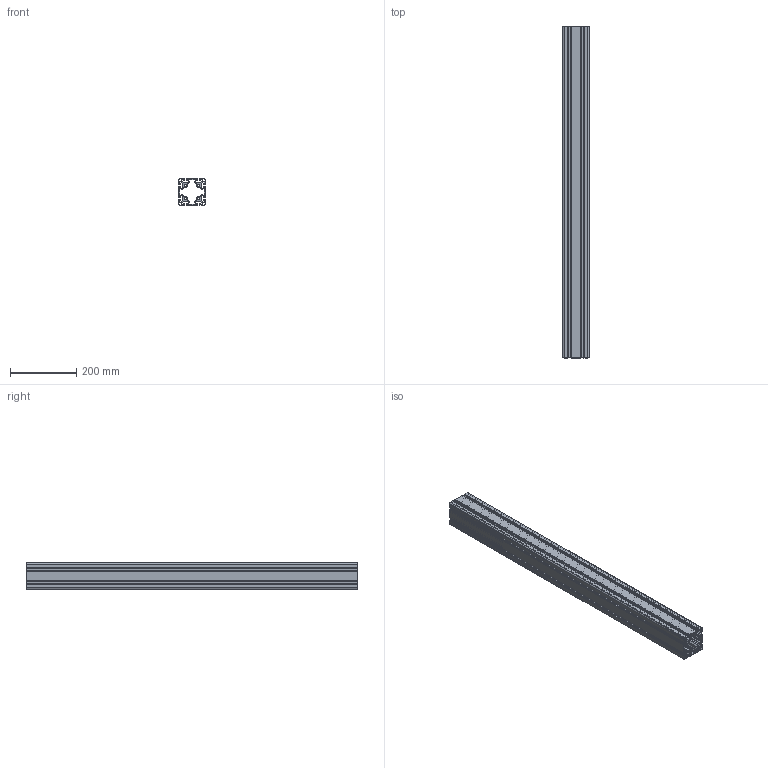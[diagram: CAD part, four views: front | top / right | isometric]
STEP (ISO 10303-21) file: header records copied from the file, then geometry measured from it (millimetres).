
FILE_DESCRIPTION((''),'2;1');
FILE_NAME('AR3707 profil 80x80L.stp','2015-03-31T14:55:18',('Admin'),(''),'Autodesk Inventor 2013','Autodesk Inventor 2013','');
FILE_SCHEMA(('AUTOMOTIVE_DESIGN { 1 0 10303 214 1 1 1 1 }'));
Length unit declared in the file: millimetre
Products named in the file (1): AR3707 profil 80x80L
Bounding box: 80 x 1000 x 80 mm (x, y, z)
Volume: 1802852.9 mm3; surface area: 1149095 mm2
Topology: 1 solids, 1 shells, 290 faces, 864 edges, 576 vertices
Faces by surface type: plane 166, cylinder 124
Full cylindrical faces by diameter (mm): 7 x4
Entity records: 9818 total; most frequent: CARTESIAN_POINT 1727, ORIENTED_EDGE 1720, DIRECTION 1690, EDGE_CURVE 860, VECTOR 612, LINE 612, VERTEX_POINT 576, AXIS2_PLACEMENT_3D 539
